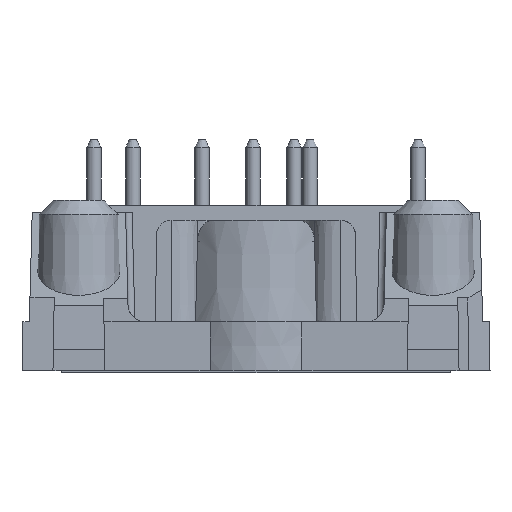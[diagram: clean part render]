
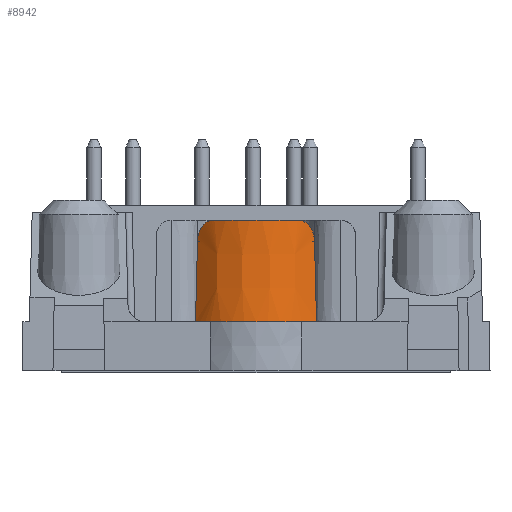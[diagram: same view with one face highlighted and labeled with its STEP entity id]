
A CAD part, left-side view. The second image highlights one B-rep face of the part: STEP entity #8942.
In plain terms, the highlighted conical face has half-angle 1 degrees and reference radius 5.5 mm.
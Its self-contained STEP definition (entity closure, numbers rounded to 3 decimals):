
#51=CONICAL_SURFACE('',#12429,5.5,0.017);
#198=CIRCLE('',#12391,5.377);
#211=CIRCLE('',#12430,5.5);
#212=CIRCLE('',#12431,5.5);
#213=CIRCLE('',#12432,5.5);
#652=B_SPLINE_CURVE_WITH_KNOTS('',3,(#18621,#18622,#18623,#18624,#18625),
 .UNSPECIFIED.,.F.,.F.,(4,1,4),(0.,0.001,0.002),
 .UNSPECIFIED.);
#653=B_SPLINE_CURVE_WITH_KNOTS('',3,(#18635,#18636,#18637,#18638,#18639),
 .UNSPECIFIED.,.F.,.F.,(4,1,4),(0.,0.001,0.002),
 .UNSPECIFIED.);
#655=B_SPLINE_CURVE_WITH_KNOTS('',3,(#18697,#18698,#18699,#18700),
 .UNSPECIFIED.,.F.,.F.,(4,4),(0.,0.006),.UNSPECIFIED.);
#658=B_SPLINE_CURVE_WITH_KNOTS('',3,(#18718,#18719,#18720,#18721),
 .UNSPECIFIED.,.F.,.F.,(4,4),(0.,0.006),.UNSPECIFIED.);
#2564=ORIENTED_EDGE('',*,*,#4166,.T.);
#2565=ORIENTED_EDGE('',*,*,#4179,.F.);
#2566=ORIENTED_EDGE('',*,*,#4180,.F.);
#2567=ORIENTED_EDGE('',*,*,#4181,.F.);
#2568=ORIENTED_EDGE('',*,*,#4160,.F.);
#2569=ORIENTED_EDGE('',*,*,#4133,.F.);
#2570=ORIENTED_EDGE('',*,*,#4130,.T.);
#2571=ORIENTED_EDGE('',*,*,#4128,.F.);
#4128=EDGE_CURVE('',#5094,#5095,#652,.T.);
#4130=EDGE_CURVE('',#5096,#5095,#198,.F.);
#4133=EDGE_CURVE('',#5096,#5098,#653,.T.);
#4160=EDGE_CURVE('',#5098,#5112,#655,.T.);
#4166=EDGE_CURVE('',#5094,#5115,#658,.T.);
#4179=EDGE_CURVE('',#5126,#5115,#211,.T.);
#4180=EDGE_CURVE('',#5127,#5126,#212,.T.);
#4181=EDGE_CURVE('',#5112,#5127,#213,.T.);
#5094=VERTEX_POINT('',#18620);
#5095=VERTEX_POINT('',#18626);
#5096=VERTEX_POINT('',#18630);
#5098=VERTEX_POINT('',#18640);
#5112=VERTEX_POINT('',#18701);
#5115=VERTEX_POINT('',#18717);
#5126=VERTEX_POINT('',#18753);
#5127=VERTEX_POINT('',#18755);
#7238=EDGE_LOOP('',(#2564,#2565,#2566,#2567,#2568,#2569,#2570,#2571));
#7982=FACE_BOUND('',#7238,.T.);
#8942=ADVANCED_FACE('',(#7982),#51,.T.);
#12391=AXIS2_PLACEMENT_3D('',#18629,#14224,#14225);
#12429=AXIS2_PLACEMENT_3D('',#18751,#14328,#14329);
#12430=AXIS2_PLACEMENT_3D('',#18752,#14330,#14331);
#12431=AXIS2_PLACEMENT_3D('',#18754,#14332,#14333);
#12432=AXIS2_PLACEMENT_3D('',#18756,#14334,#14335);
#14224=DIRECTION('',(0.,0.,1.));
#14225=DIRECTION('',(1.,0.,0.));
#14328=DIRECTION('',(0.,0.,-1.));
#14329=DIRECTION('',(-1.,0.,0.));
#14330=DIRECTION('',(0.,0.,-1.));
#14331=DIRECTION('',(-1.,0.,0.));
#14332=DIRECTION('',(0.,0.,-1.));
#14333=DIRECTION('',(-1.,0.,0.));
#14334=DIRECTION('',(0.,0.,-1.));
#14335=DIRECTION('',(-1.,0.,0.));
#18620=CARTESIAN_POINT('',(-31.061,4.063,8.976));
#18621=CARTESIAN_POINT('',(-31.061,4.063,8.976));
#18622=CARTESIAN_POINT('',(-31.061,4.054,9.372));
#18623=CARTESIAN_POINT('',(-31.318,3.829,10.144));
#18624=CARTESIAN_POINT('',(-31.821,3.224,10.45));
#18625=CARTESIAN_POINT('',(-32.034,2.89,10.45));
#18626=CARTESIAN_POINT('',(-32.034,2.89,10.45));
#18629=CARTESIAN_POINT('',(-27.5,0.,10.45));
#18630=CARTESIAN_POINT('',(-32.034,-2.89,10.45));
#18635=CARTESIAN_POINT('',(-32.034,-2.89,10.45));
#18636=CARTESIAN_POINT('',(-31.821,-3.224,10.45));
#18637=CARTESIAN_POINT('',(-31.319,-3.827,10.146));
#18638=CARTESIAN_POINT('',(-31.061,-4.054,9.372));
#18639=CARTESIAN_POINT('',(-31.061,-4.063,8.976));
#18640=CARTESIAN_POINT('',(-31.061,-4.063,8.976));
#18697=CARTESIAN_POINT('',(-31.061,-4.063,8.976));
#18698=CARTESIAN_POINT('',(-31.057,-4.11,7.117));
#18699=CARTESIAN_POINT('',(-31.053,-4.156,5.259));
#18700=CARTESIAN_POINT('',(-31.049,-4.201,3.4));
#18701=CARTESIAN_POINT('',(-31.049,-4.201,3.4));
#18717=CARTESIAN_POINT('',(-31.049,4.201,3.4));
#18718=CARTESIAN_POINT('',(-31.061,4.063,8.976));
#18719=CARTESIAN_POINT('',(-31.057,4.11,7.117));
#18720=CARTESIAN_POINT('',(-31.053,4.156,5.259));
#18721=CARTESIAN_POINT('',(-31.049,4.201,3.4));
#18751=CARTESIAN_POINT('',(-27.5,0.,3.4));
#18752=CARTESIAN_POINT('',(-27.5,0.,3.4));
#18753=CARTESIAN_POINT('',(-32.,3.162,3.4));
#18754=CARTESIAN_POINT('',(-27.5,0.,3.4));
#18755=CARTESIAN_POINT('',(-32.,-3.162,3.4));
#18756=CARTESIAN_POINT('',(-27.5,0.,3.4));
